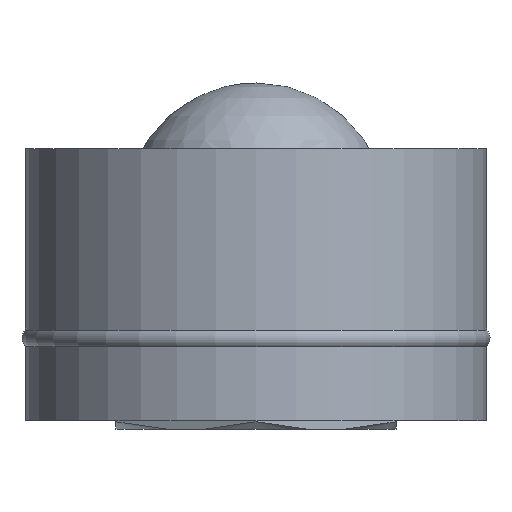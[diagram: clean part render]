
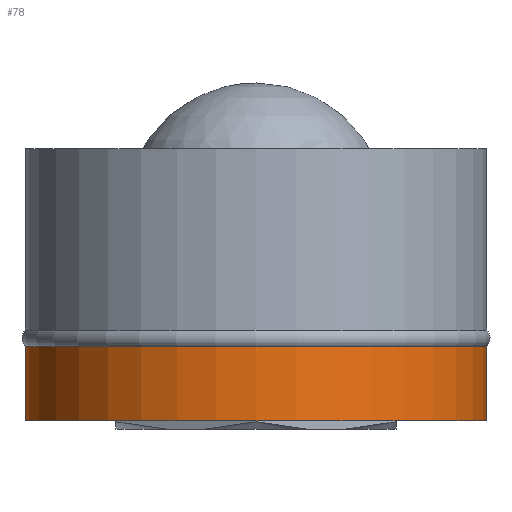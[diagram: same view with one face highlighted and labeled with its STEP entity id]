
A CAD part, left-side view. The second image highlights one B-rep face of the part: STEP entity #78.
In plain terms, the highlighted cylindrical face has radius 14 mm (diameter 28 mm), a full revolution.
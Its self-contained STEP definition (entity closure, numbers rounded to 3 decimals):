
#78 = ADVANCED_FACE( '', ( #203, #204 ), #205, .T. );
#203 = FACE_OUTER_BOUND( '', #382, .T. );
#204 = FACE_OUTER_BOUND( '', #383, .T. );
#205 = CYLINDRICAL_SURFACE( '', #384, 14. );
#382 = EDGE_LOOP( '', ( #2037 ) );
#383 = EDGE_LOOP( '', ( #2038 ) );
#384 = AXIS2_PLACEMENT_3D( '', #2039, #2040, #2041 );
#2037 = ORIENTED_EDGE( '', *, *, #2461, .T. );
#2038 = ORIENTED_EDGE( '', *, *, #2462, .F. );
#2039 = CARTESIAN_POINT( '', ( 0., 0., 57.15 ) );
#2040 = DIRECTION( '', ( 0., 0., -1. ) );
#2041 = DIRECTION( '', ( 1., 0., 0. ) );
#2461 = EDGE_CURVE( '', #2634, #2634, #2635, .T. );
#2462 = EDGE_CURVE( '', #2636, #2636, #2637, .T. );
#2634 = VERTEX_POINT( '', #2884 );
#2635 = CIRCLE( '', #2885, 14. );
#2636 = VERTEX_POINT( '', #2886 );
#2637 = CIRCLE( '', #2887, 14. );
#2884 = CARTESIAN_POINT( '', ( 14., 0., 0. ) );
#2885 = AXIS2_PLACEMENT_3D( '', #4255, #4256, #4257 );
#2886 = CARTESIAN_POINT( '', ( 14., 0., 4.49 ) );
#2887 = AXIS2_PLACEMENT_3D( '', #4258, #4259, #4260 );
#4255 = CARTESIAN_POINT( '', ( 0., 0., 0. ) );
#4256 = DIRECTION( '', ( 0., 0., 1. ) );
#4257 = DIRECTION( '', ( 1., 0., 0. ) );
#4258 = CARTESIAN_POINT( '', ( 0., 0., 4.49 ) );
#4259 = DIRECTION( '', ( 0., 0., 1. ) );
#4260 = DIRECTION( '', ( 1., 0., 0. ) );
